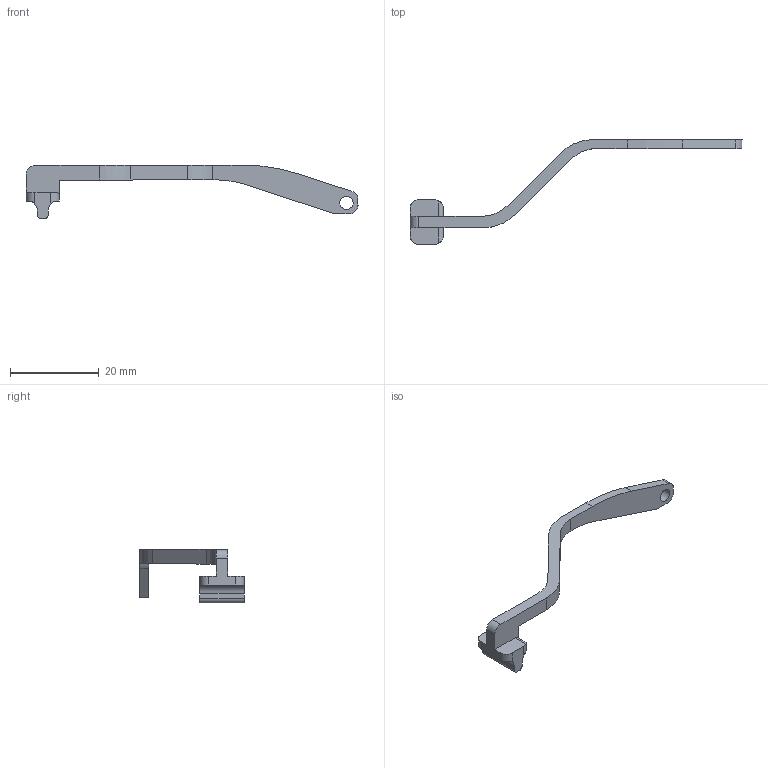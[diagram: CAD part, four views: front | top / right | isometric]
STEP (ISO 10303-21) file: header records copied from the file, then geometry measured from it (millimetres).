
FILE_DESCRIPTION (( 'STEP AP214' ), '1' );
FILE_NAME ('linkage.STEP', '2025-04-17T20:02:09', ( '' ), ( '' ), 'SwSTEP 2.0', 'SolidWorks 2023', '' );
FILE_SCHEMA (( 'AUTOMOTIVE_DESIGN' ));
Length unit declared in the file: millimetre
Products named in the file (3): PULLER4.stp; linkage; MECHANICAL_HAND.stp
Assembly tree (2 placements, depth 3):
  linkage
    MECHANICAL_HAND.stp
      PULLER4.stp
Bounding box: 74.61 x 23.5 x 12.07 mm (x, y, z)
Volume: 1045.3 mm3; surface area: 1360 mm2
Topology: 1 solids, 1 shells, 45 faces, 129 edges, 86 vertices
Faces by surface type: plane 23, cylinder 22
Entity records: 1684 total; most frequent: CARTESIAN_POINT 398, DIRECTION 263, ORIENTED_EDGE 258, EDGE_CURVE 129, AXIS2_PLACEMENT_3D 91, VERTEX_POINT 86, VECTOR 81, LINE 81
